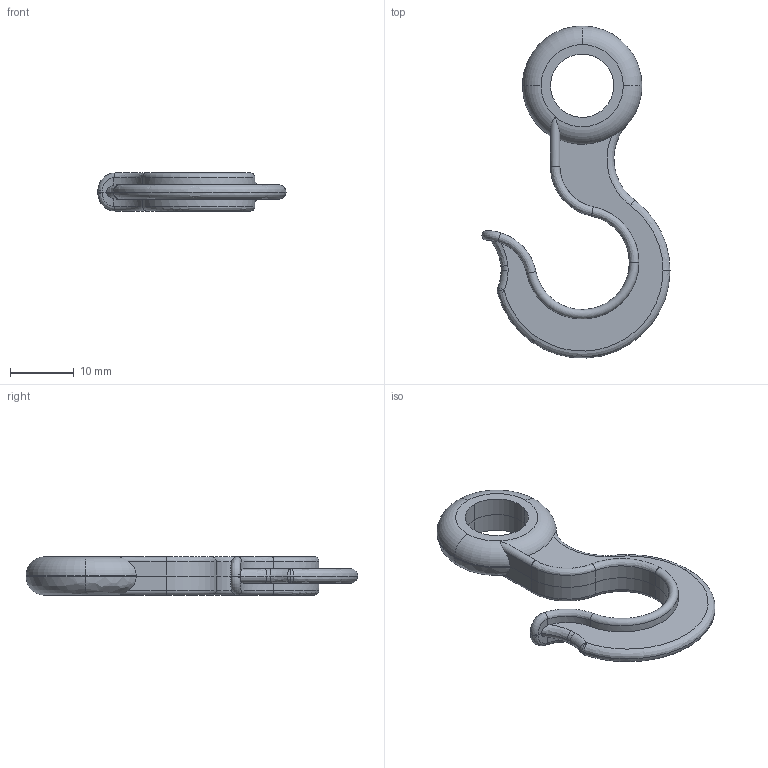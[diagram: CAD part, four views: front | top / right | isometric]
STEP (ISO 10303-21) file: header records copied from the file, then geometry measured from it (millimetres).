
FILE_DESCRIPTION((''),'2;1');
FILE_NAME('GB.stp','2020-04-21T00:36:29',(''),(''),'AutoCAD STEP 2000i','AutoCAD 2000i',', , ');
FILE_SCHEMA(('CONFIG_CONTROL_DESIGN'));
Length unit declared in the file: millimetre
Products named in the file (2): GB; PART1
Assembly tree (1 placements, depth 2):
  GB
    PART1
Bounding box: 29.52 x 52.13 x 6 mm (x, y, z)
Volume: 2221.2 mm3; surface area: 2235.6 mm2
Topology: 1 solids, 1 shells, 80 faces, 206 edges, 122 vertices
Faces by surface type: bspline 44, cylinder 18, torus 12, plane 6
Entity records: 5213 total; most frequent: CARTESIAN_POINT 3400, ORIENTED_EDGE 404, DIRECTION 317, EDGE_CURVE 202, AXIS2_PLACEMENT_3D 137, VERTEX_POINT 122, CIRCLE 99, EDGE_LOOP 80
